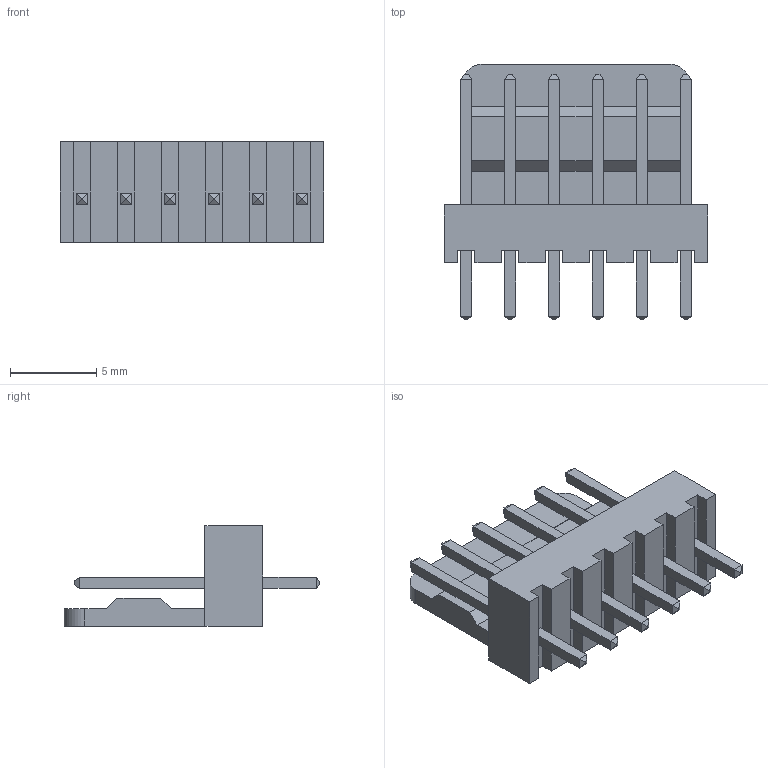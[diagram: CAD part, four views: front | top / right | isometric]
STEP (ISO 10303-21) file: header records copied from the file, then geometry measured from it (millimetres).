
FILE_DESCRIPTION (( 'STEP AP214' ), '1' );
FILE_NAME ('User Library-CI31_6.STEP', '2014-10-28T15:09:43', ( 'Windows User' ), ( '' ), 'SwSTEP 2.0', 'SolidWorks 2014', '' );
FILE_SCHEMA (( 'AUTOMOTIVE_DESIGN' ));
Length unit declared in the file: millimetre
Products named in the file (1): User Library-CI31_6
Bounding box: 15.24 x 14.8 x 5.8 mm (x, y, z)
Volume: 431.7 mm3; surface area: 770.2 mm2
Topology: 1 solids, 1 shells, 148 faces, 354 edges, 220 vertices
Faces by surface type: plane 146, cylinder 2
Entity records: 5800 total; most frequent: CARTESIAN_POINT 723, ORIENTED_EDGE 708, DIRECTION 656, EDGE_CURVE 354, LINE 350, VECTOR 350, VERTEX_POINT 220, EDGE_LOOP 160
